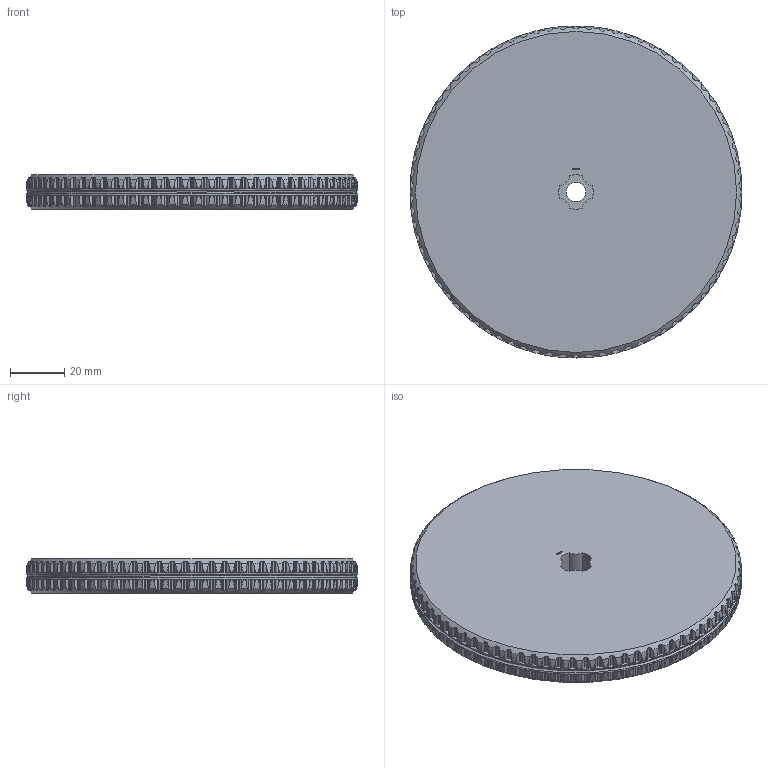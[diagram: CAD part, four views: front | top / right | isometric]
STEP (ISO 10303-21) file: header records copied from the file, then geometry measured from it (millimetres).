
FILE_DESCRIPTION(('FreeCAD Model'),'2;1');
FILE_NAME('Open CASCADE Shape Model','2024-12-31T23:29:18',(''),(''), 'Open CASCADE STEP processor 7.8','FreeCAD','Unknown');
FILE_SCHEMA(('AUTOMOTIVE_DESIGN { 1 0 10303 214 1 1 1 1 }'));
Products named in the file (1): Wheel GND TTRD PLN BU09.75x01.00 - SPN-WHL-0032 (stemfie.org)
Bounding box: 121.88 x 121.88 x 12.5 mm (x, y, z)
Volume: 140757.3 mm3; surface area: 29982.4 mm2
Topology: 1 solids, 1 shells, 2104 faces, 6120 edges, 4072 vertices
Faces by surface type: cylinder 952, plane 805, torus 160, extrusion 148, cone 39
Full cylindrical faces by diameter (mm): 2 x4, 7.2 x2, 121.875 x2
Entity records: 103600 total; most frequent: CARTESIAN_POINT 49245, ORIENTED_EDGE 12240, DIRECTION 10439, EDGE_CURVE 6120, VERTEX_POINT 4072, AXIS2_PLACEMENT_3D 3765, VECTOR 2909, LINE 2761
